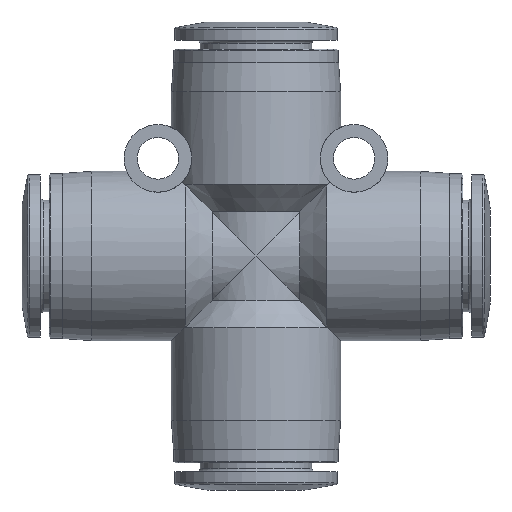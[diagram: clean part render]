
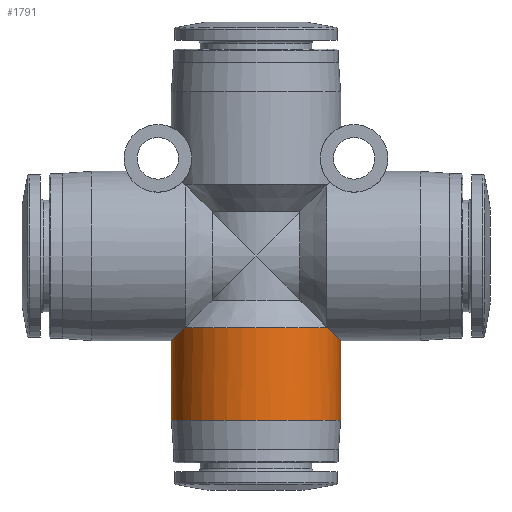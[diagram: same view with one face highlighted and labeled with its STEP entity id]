
A CAD part, front view. The second image highlights one B-rep face of the part: STEP entity #1791.
In plain terms, the highlighted cylindrical face has radius 8.75 mm (diameter 17.5 mm), a full revolution.
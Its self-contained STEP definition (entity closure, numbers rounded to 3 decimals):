
#84=ELLIPSE('',#1837,12.374,8.75);
#93=ELLIPSE('',#1866,12.374,8.75);
#321=ORIENTED_EDGE('',*,*,#457,.T.);
#322=ORIENTED_EDGE('',*,*,#526,.F.);
#323=ORIENTED_EDGE('',*,*,#424,.T.);
#324=ORIENTED_EDGE('',*,*,#527,.F.);
#325=ORIENTED_EDGE('',*,*,#528,.T.);
#424=EDGE_CURVE('',#567,#565,#84,.T.);
#457=EDGE_CURVE('',#590,#589,#93,.F.);
#526=EDGE_CURVE('',#567,#589,#726,.T.);
#527=EDGE_CURVE('',#590,#565,#727,.T.);
#528=EDGE_CURVE('',#644,#644,#728,.T.);
#565=VERTEX_POINT('',#2485);
#567=VERTEX_POINT('',#2488);
#589=VERTEX_POINT('',#2597);
#590=VERTEX_POINT('',#2599);
#644=VERTEX_POINT('',#2826);
#726=CIRCLE('',#1965,8.75);
#727=CIRCLE('',#1966,8.75);
#728=CIRCLE('',#1967,8.75);
#854=EDGE_LOOP('',(#321,#322,#323,#324));
#855=EDGE_LOOP('',(#325));
#1016=FACE_BOUND('',#854,.T.);
#1017=FACE_BOUND('',#855,.T.);
#1104=CYLINDRICAL_SURFACE('',#1964,8.75);
#1791=ADVANCED_FACE('',(#1016,#1017),#1104,.T.);
#1837=AXIS2_PLACEMENT_3D('',#2487,#2046,#2047);
#1866=AXIS2_PLACEMENT_3D('',#2598,#2108,#2109);
#1964=AXIS2_PLACEMENT_3D('',#2822,#2304,#2305);
#1965=AXIS2_PLACEMENT_3D('',#2823,#2306,#2307);
#1966=AXIS2_PLACEMENT_3D('',#2824,#2308,#2309);
#1967=AXIS2_PLACEMENT_3D('',#2825,#2310,#2311);
#2046=DIRECTION('',(0.707,0.,-0.707));
#2047=DIRECTION('',(0.707,0.,0.707));
#2108=DIRECTION('',(0.707,0.,0.707));
#2109=DIRECTION('',(0.707,0.,-0.707));
#2304=DIRECTION('',(0.,0.,1.));
#2305=DIRECTION('',(1.,0.,0.));
#2306=DIRECTION('',(0.,0.,1.));
#2307=DIRECTION('',(1.,0.,0.));
#2308=DIRECTION('',(0.,0.,1.));
#2309=DIRECTION('',(1.,0.,0.));
#2310=DIRECTION('',(0.,0.,1.));
#2311=DIRECTION('',(1.,0.,0.));
#2485=CARTESIAN_POINT('',(-7.4,4.669,-7.4));
#2487=CARTESIAN_POINT('',(0.,0.,0.));
#2488=CARTESIAN_POINT('',(-7.4,-4.669,-7.4));
#2597=CARTESIAN_POINT('',(7.4,-4.669,-7.4));
#2598=CARTESIAN_POINT('',(0.,0.,0.));
#2599=CARTESIAN_POINT('',(7.4,4.669,-7.4));
#2822=CARTESIAN_POINT('',(0.,0.,24.2));
#2823=CARTESIAN_POINT('',(0.,0.,-7.4));
#2824=CARTESIAN_POINT('',(0.,0.,-7.4));
#2825=CARTESIAN_POINT('',(0.,0.,-17.));
#2826=CARTESIAN_POINT('',(8.75,0.,-17.));
